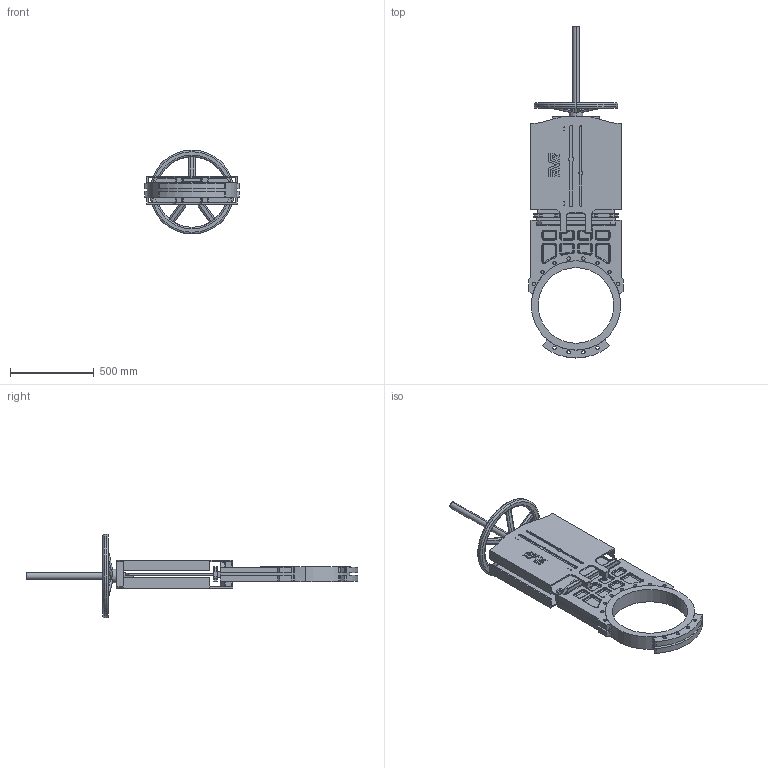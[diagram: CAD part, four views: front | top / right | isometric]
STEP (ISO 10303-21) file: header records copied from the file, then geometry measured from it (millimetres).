
FILE_DESCRIPTION (( 'STEP AP203' ), '1' );
FILE_NAME ('70245020034.STEP', '2017-03-22T10:42:43', ( '' ), ( '' ), 'SwSTEP 2.0', 'SolidWorks 2016', '' );
FILE_SCHEMA (( 'CONFIG_CONTROL_DESIGN' ));
Length unit declared in the file: millimetre
Products named in the file (1): 70245020034
Bounding box: 560 x 1977 x 500 mm (x, y, z)
Volume: 34740984.7 mm3; surface area: 3476505.7 mm2
Topology: 1 solids, 1 shells, 1188 faces, 3149 edges, 1967 vertices
Faces by surface type: cylinder 563, plane 420, torus 172, bspline 30, sphere 2, cone 1
Entity records: 40027 total; most frequent: CARTESIAN_POINT 9842, DIRECTION 6623, ORIENTED_EDGE 6260, EDGE_CURVE 3130, AXIS2_PLACEMENT_3D 2485, VERTEX_POINT 1967, VECTOR 1653, LINE 1653
